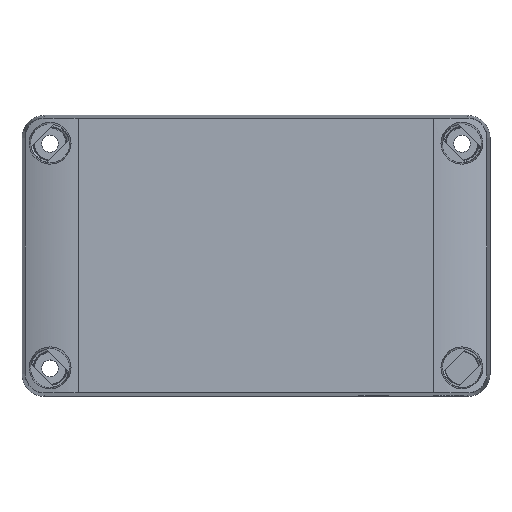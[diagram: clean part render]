
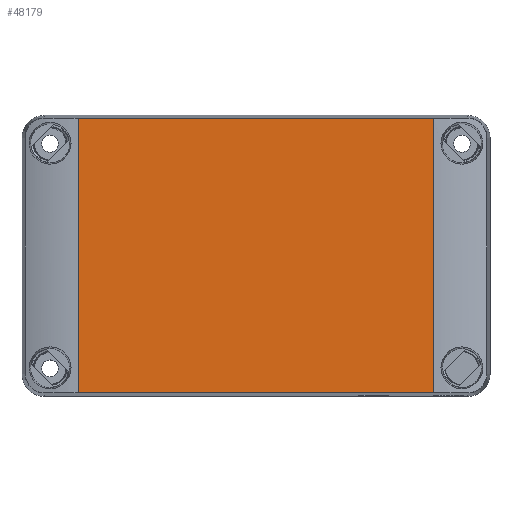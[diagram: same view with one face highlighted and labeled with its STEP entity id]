
A CAD part, top view. The second image highlights one B-rep face of the part: STEP entity #48179.
In plain terms, the highlighted planar face has unit normal (0, 0, 1).
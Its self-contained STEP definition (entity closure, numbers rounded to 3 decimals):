
#44792=DIRECTION('',(1.,0.,0.));
#44793=VECTOR('',#44792,95.);
#44794=CARTESIAN_POINT('',(-47.5,-36.627,50.));
#44795=LINE('',#44794,#44793);
#44953=DIRECTION('',(0.,1.,0.));
#44954=VECTOR('',#44953,73.254);
#44955=CARTESIAN_POINT('',(47.5,-36.627,50.));
#44956=LINE('',#44955,#44954);
#45054=DIRECTION('',(1.,0.,0.));
#45055=VECTOR('',#45054,95.);
#45056=CARTESIAN_POINT('',(-47.5,36.627,50.));
#45057=LINE('',#45056,#45055);
#45067=DIRECTION('',(0.,1.,0.));
#45068=VECTOR('',#45067,73.254);
#45069=CARTESIAN_POINT('',(-47.5,-36.627,50.));
#45070=LINE('',#45069,#45068);
#47701=CARTESIAN_POINT('',(-47.5,-36.627,50.));
#47702=CARTESIAN_POINT('',(47.5,-36.627,50.));
#47703=VERTEX_POINT('',#47701);
#47704=VERTEX_POINT('',#47702);
#47705=CARTESIAN_POINT('',(-47.5,36.627,50.));
#47706=CARTESIAN_POINT('',(47.5,36.627,50.));
#47707=VERTEX_POINT('',#47705);
#47708=VERTEX_POINT('',#47706);
#48167=CARTESIAN_POINT('',(-47.5,-37.5,50.));
#48168=DIRECTION('',(0.,0.,1.));
#48169=DIRECTION('',(1.,0.,0.));
#48170=AXIS2_PLACEMENT_3D('',#48167,#48168,#48169);
#48171=PLANE('',#48170);
#48172=ORIENTED_EDGE('',*,*,#48036,.F.);
#48174=ORIENTED_EDGE('',*,*,#48173,.T.);
#48175=ORIENTED_EDGE('',*,*,#48156,.T.);
#48176=ORIENTED_EDGE('',*,*,#48115,.F.);
#48177=EDGE_LOOP('',(#48172,#48174,#48175,#48176));
#48178=FACE_OUTER_BOUND('',#48177,.F.);
#48179=ADVANCED_FACE('',(#48178),#48171,.T.);
#48036=EDGE_CURVE('',#47703,#47704,#44795,.T.);
#48115=EDGE_CURVE('',#47704,#47708,#44956,.T.);
#48156=EDGE_CURVE('',#47707,#47708,#45057,.T.);
#48173=EDGE_CURVE('',#47703,#47707,#45070,.T.);
